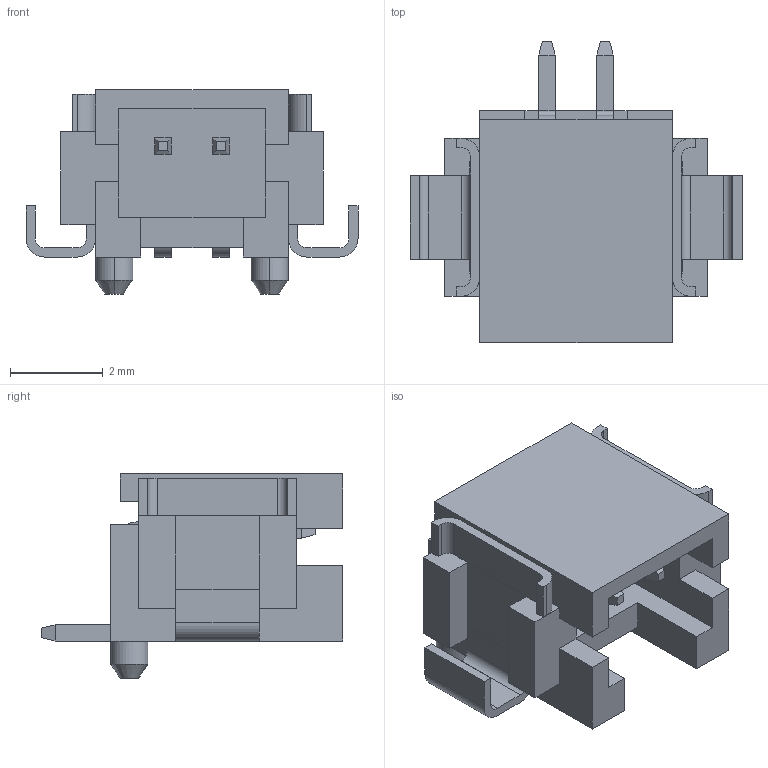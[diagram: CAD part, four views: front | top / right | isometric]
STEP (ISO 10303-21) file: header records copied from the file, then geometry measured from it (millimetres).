
FILE_DESCRIPTION((''),'2;1');
FILE_NAME('HIROSE_DF13-2P-1.25H(50).stp','2014-10-22T18:11:10',(''),(''),'Mechanical Desktop 2011','Mechanical Desktop 2011',', , ');
FILE_SCHEMA(('AUTOMOTIVE_DESIGN { 1 2 10303 214 1 1 1 1 }'));
Length unit declared in the file: millimetre
Products named in the file (1): Product
Bounding box: 7.15 x 6.5 x 4.4 mm (x, y, z)
Volume: 54.8 mm3; surface area: 256.5 mm2
Topology: 9 solids, 9 shells, 206 faces, 534 edges, 346 vertices
Faces by surface type: plane 138, bspline 44, cylinder 20, cone 4
Entity records: 6335 total; most frequent: CARTESIAN_POINT 1331, ORIENTED_EDGE 1068, DIRECTION 922, EDGE_CURVE 534, VECTOR 472, LINE 472, VERTEX_POINT 346, AXIS2_PLACEMENT_3D 225
